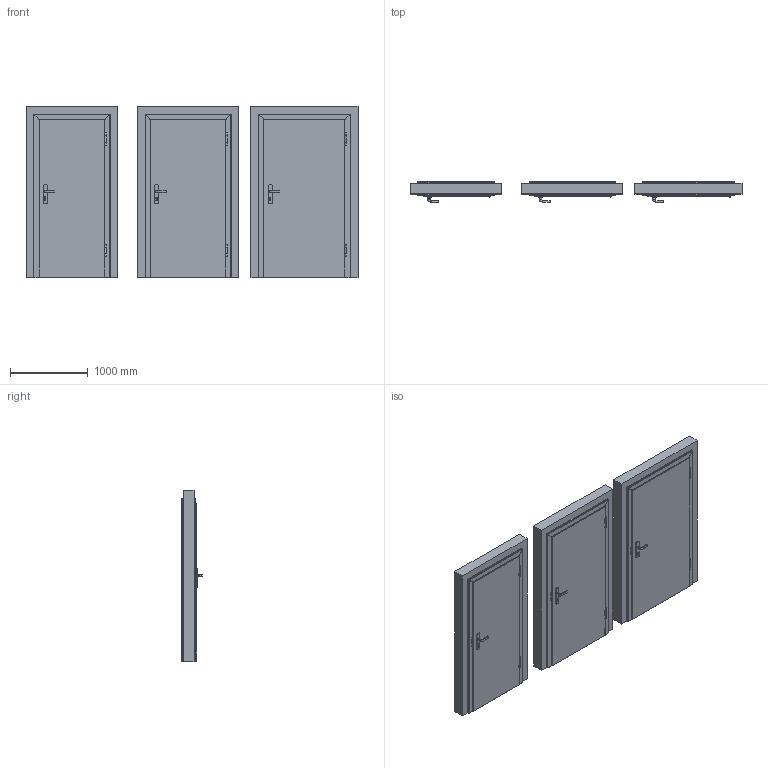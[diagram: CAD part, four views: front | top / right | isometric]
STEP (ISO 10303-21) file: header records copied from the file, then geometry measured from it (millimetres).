
FILE_DESCRIPTION(/* description */ (''),/* implementation_level */ '2;1');
FILE_NAME(/* name */ '050063_A_2-Drzwi akustyczne SILENCE 37dB na ościeżnicy Porta System..stp',/* time_stamp */ '2024-05-17T14:04:46+02:00',/* author */ (''),/* organization */ (''),/* preprocessor_version */ 'ST-DEVELOPER v16',/* originating_system */ 'SIEMENS PLM Software NX 11.0',/* authorisation */ '');
FILE_SCHEMA (('AUTOMOTIVE_DESIGN { 1 0 10303 214 3 1 1 1 }'));
Products named in the file (1): bkni51A05194mm9m
Bounding box: 4280 x 264.25 x 2210 mm (x, y, z)
Volume: 705736929.5 mm3; surface area: 55504655.3 mm2
Topology: 253 solids, 253 shells, 5139 faces, 13110 edges, 8605 vertices
Faces by surface type: plane 3324, cylinder 1033, bspline 489, cone 161, torus 120, sphere 12
Full cylindrical faces by diameter (mm): 4 x9, 4.5 x15, 5 x18, 5.5 x12, 6 x38, 6.5 x36, 7.4 x16, 7.5 x21, 10 x50, 11 x42, 14 x12, 16 x12, 17 x2, 18 x4, 19 x12, 20 x2, 21.5 x3, 30 x6
Entity records: 164058 total; most frequent: CARTESIAN_POINT 41955, ORIENTED_EDGE 24884, DIRECTION 23386, EDGE_CURVE 12442, LINE 8842, VECTOR 8842, VERTEX_POINT 8466, AXIS2_PLACEMENT_3D 7272
